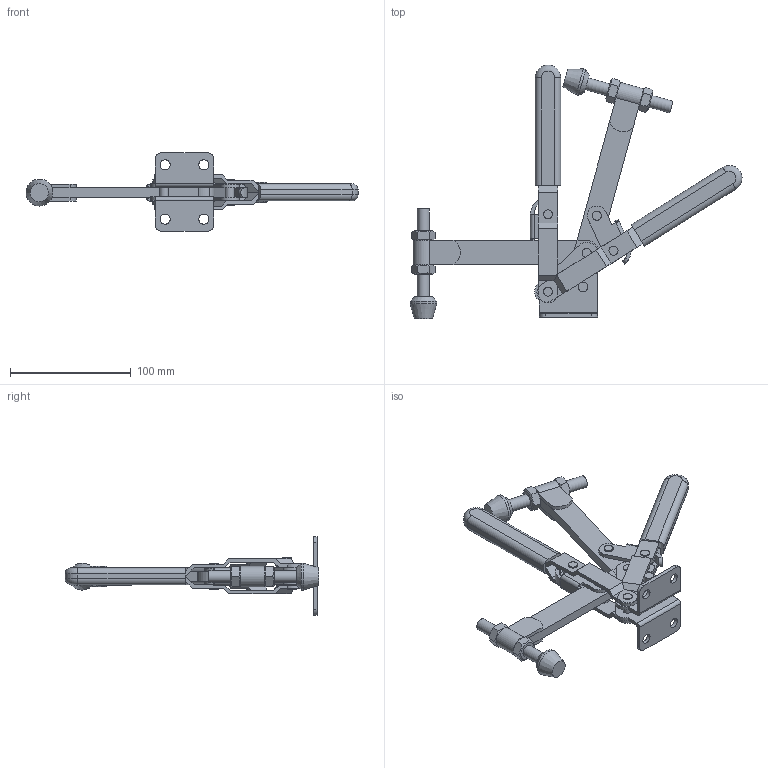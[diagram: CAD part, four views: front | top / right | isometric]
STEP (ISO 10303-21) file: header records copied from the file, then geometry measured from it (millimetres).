
FILE_DESCRIPTION((''),'2;1');
FILE_NAME('TD_2_10_S_TUENKERS.stp','2011-02-10T08:59:11',('huberm'),(''),'Autodesk Inventor 2010','Autodesk Inventor 2010','');
FILE_SCHEMA(('AUTOMOTIVE_DESIGN { 1 0 10303 214 1 1 1 1 }'));
Length unit declared in the file: millimetre
Products named in the file (1): TD_2_10_S_TUENKERS
Bounding box: 274.61 x 210 x 65 mm (x, y, z)
Volume: 670.4 mm3; surface area: 74777.6 mm2
Topology: 2 solids, 3 shells, 343 faces, 904 edges, 573 vertices
Faces by surface type: plane 189, cylinder 100, bspline 38, cone 12, torus 4
Full cylindrical faces by diameter (mm): 7.5 x19, 8 x1, 8.3 x4, 10 x6, 22.2 x2
Entity records: 10663 total; most frequent: CARTESIAN_POINT 2091, ORIENTED_EDGE 1690, DIRECTION 1643, EDGE_CURVE 845, VERTEX_POINT 556, AXIS2_PLACEMENT_3D 552, VECTOR 539, LINE 539
